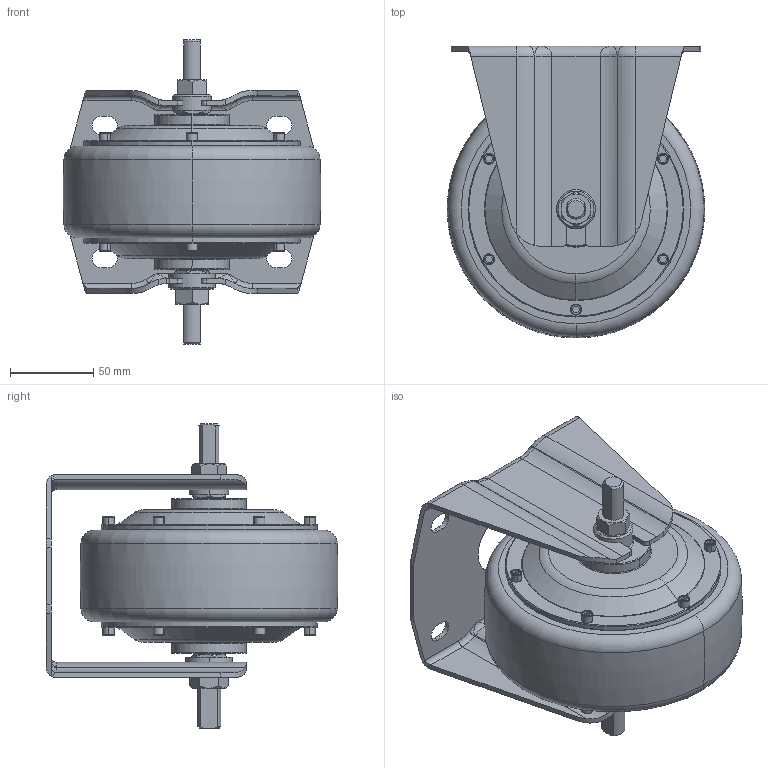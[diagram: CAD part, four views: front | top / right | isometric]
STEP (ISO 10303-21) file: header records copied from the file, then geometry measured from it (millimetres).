
FILE_DESCRIPTION (( 'STEP AP214' ), '1' );
FILE_NAME ('Bockrolle 6 Zoll.STEP', '2021-01-20T15:50:07', ( '' ), ( '' ), 'SwSTEP 2.0', 'SolidWorks 2020', '' );
FILE_SCHEMA (( 'AUTOMOTIVE_DESIGN' ));
Length unit declared in the file: millimetre
Products named in the file (1): Bockrolle 6 Zoll
Bounding box: 154.91 x 175.46 x 183 mm (x, y, z)
Volume: 1194308.1 mm3; surface area: 212004.1 mm2
Topology: 1 solids, 1 shells, 502 faces, 1249 edges, 774 vertices
Faces by surface type: plane 222, cylinder 146, torus 74, cone 42, bspline 18
Entity records: 17592 total; most frequent: CARTESIAN_POINT 5708, DIRECTION 2500, ORIENTED_EDGE 2482, EDGE_CURVE 1241, AXIS2_PLACEMENT_3D 946, VERTEX_POINT 774, LINE 608, VECTOR 608
